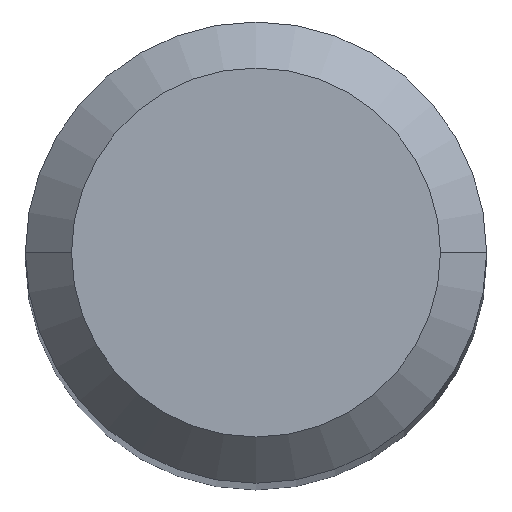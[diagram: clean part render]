
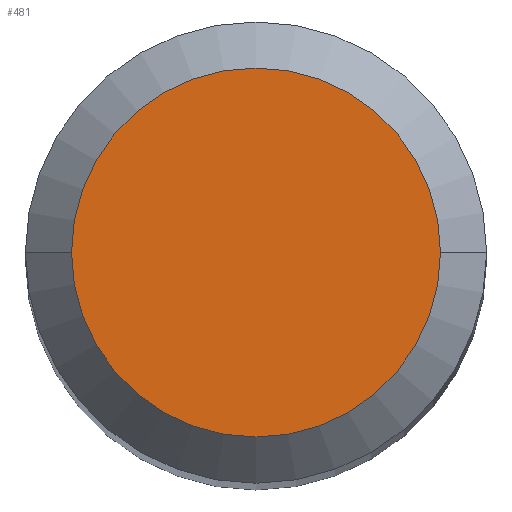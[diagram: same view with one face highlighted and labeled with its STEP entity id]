
A CAD part, top view. The second image highlights one B-rep face of the part: STEP entity #481.
In plain terms, the highlighted planar face has unit normal (0, 0, 1).
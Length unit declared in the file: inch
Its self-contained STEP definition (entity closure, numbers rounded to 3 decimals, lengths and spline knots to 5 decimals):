
#21 = DIRECTION ( 'NONE',  ( -1., 0., 0. ) ) ;
#60 = PLANE ( 'NONE',  #67 ) ;
#63 = CARTESIAN_POINT ( 'NONE',  ( 0.04724, 0., 0. ) ) ;
#65 = ORIENTED_EDGE ( 'NONE', *, *, #69, .T. ) ;
#67 = AXIS2_PLACEMENT_3D ( 'NONE', #92, #103, #21 ) ;
#69 = EDGE_CURVE ( 'NONE', #448, #185, #427, .T. ) ;
#86 = CARTESIAN_POINT ( 'NONE',  ( -0.04724, 0., 0. ) ) ;
#92 = CARTESIAN_POINT ( 'NONE',  ( 0., 0., 0. ) ) ;
#103 = DIRECTION ( 'NONE',  ( 0., 0., -1. ) ) ;
#111 = DIRECTION ( 'NONE',  ( 0., 0., 1. ) ) ;
#128 = CARTESIAN_POINT ( 'NONE',  ( 0., 0., 0. ) ) ;
#142 = AXIS2_PLACEMENT_3D ( 'NONE', #128, #155, #447 ) ;
#155 = DIRECTION ( 'NONE',  ( 0., 0., 1. ) ) ;
#185 = VERTEX_POINT ( 'NONE', #86 ) ;
#219 = FACE_OUTER_BOUND ( 'NONE', #330, .T. ) ;
#224 = AXIS2_PLACEMENT_3D ( 'NONE', #488, #111, #297 ) ;
#297 = DIRECTION ( 'NONE',  ( 1., 0., 0. ) ) ;
#326 = EDGE_CURVE ( 'NONE', #185, #448, #418, .T. ) ;
#330 = EDGE_LOOP ( 'NONE', ( #332, #65 ) ) ;
#332 = ORIENTED_EDGE ( 'NONE', *, *, #326, .T. ) ;
#418 = CIRCLE ( 'NONE', #142, 0.04724 ) ;
#427 = CIRCLE ( 'NONE', #224, 0.04724 ) ;
#447 = DIRECTION ( 'NONE',  ( 1., 0., 0. ) ) ;
#448 = VERTEX_POINT ( 'NONE', #63 ) ;
#481 = ADVANCED_FACE ( 'NONE', ( #219 ), #60, .F. ) ;
#488 = CARTESIAN_POINT ( 'NONE',  ( 0., 0., 0. ) ) ;
